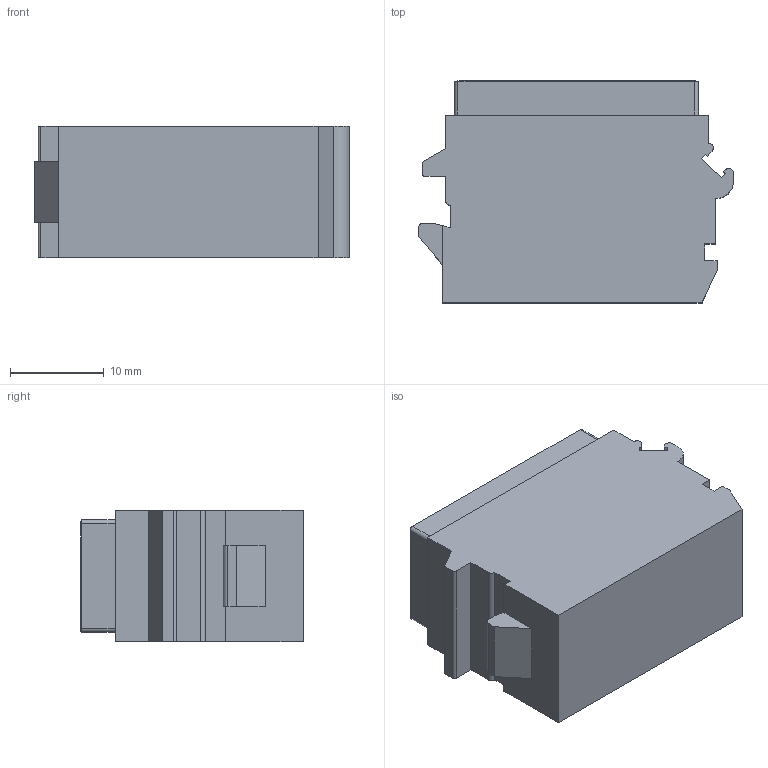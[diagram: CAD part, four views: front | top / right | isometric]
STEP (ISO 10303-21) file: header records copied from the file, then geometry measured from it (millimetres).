
FILE_DESCRIPTION((''),'2;1');
FILE_NAME('00175550202','2020-07-10T',('presta_be4'),(''),'CREO PARAMETRIC BY PTC INC, 2018360','CREO PARAMETRIC BY PTC INC, 2018360','');
FILE_SCHEMA(('CONFIG_CONTROL_DESIGN'));
Products named in the file (1): 00175550202
Bounding box: 33.52 x 23.65 x 14 mm (x, y, z)
Volume: 7020 mm3; surface area: 10018.2 mm2
Topology: 1 solids, 1 shells, 2868 faces, 7658 edges, 4852 vertices
Faces by surface type: plane 1270, cylinder 586, torus 504, cone 492, bspline 16
Entity records: 101383 total; most frequent: CARTESIAN_POINT 30079, ORIENTED_EDGE 15252, DIRECTION 14901, EDGE_CURVE 7626, AXIS2_PLACEMENT_3D 5836, VERTEX_POINT 4852, VECTOR 3229, LINE 3229
